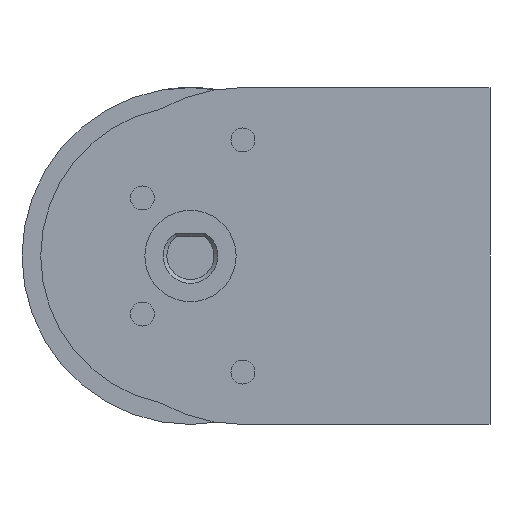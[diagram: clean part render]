
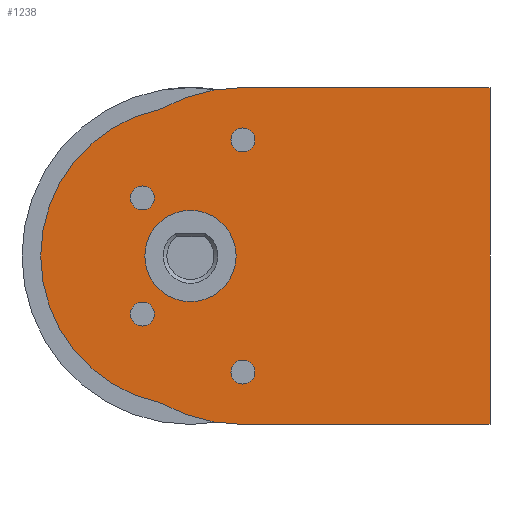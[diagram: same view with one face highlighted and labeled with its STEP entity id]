
A CAD part, front view. The second image highlights one B-rep face of the part: STEP entity #1238.
In plain terms, the highlighted planar face has unit normal (0, -1, 0).
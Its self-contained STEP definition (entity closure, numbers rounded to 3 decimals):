
#35=FACE_BOUND('',#284,.T.);
#36=FACE_BOUND('',#285,.T.);
#37=FACE_BOUND('',#286,.T.);
#38=FACE_BOUND('',#287,.T.);
#39=FACE_BOUND('',#288,.T.);
#97=CIRCLE('',#1349,1.6);
#98=CIRCLE('',#1351,1.6);
#99=CIRCLE('',#1353,1.6);
#100=CIRCLE('',#1355,1.6);
#101=CIRCLE('',#1357,6.1);
#104=CIRCLE('',#1361,22.5);
#106=CIRCLE('',#1366,22.5);
#108=CIRCLE('',#1369,20.);
#201=FACE_OUTER_BOUND('',#283,.T.);
#283=EDGE_LOOP('',(#1092,#1093,#1094,#1095,#1096,#1097));
#284=EDGE_LOOP('',(#1098));
#285=EDGE_LOOP('',(#1099));
#286=EDGE_LOOP('',(#1100));
#287=EDGE_LOOP('',(#1101));
#288=EDGE_LOOP('',(#1102));
#406=LINE('',#2437,#491);
#423=LINE('',#2514,#508);
#425=LINE('',#2519,#510);
#491=VECTOR('',#1554,10.);
#508=VECTOR('',#1643,10.);
#510=VECTOR('',#1647,10.);
#591=VERTEX_POINT('',#2434);
#592=VERTEX_POINT('',#2436);
#607=VERTEX_POINT('',#2482);
#608=VERTEX_POINT('',#2486);
#609=VERTEX_POINT('',#2490);
#610=VERTEX_POINT('',#2494);
#611=VERTEX_POINT('',#2498);
#615=VERTEX_POINT('',#2507);
#616=VERTEX_POINT('',#2509);
#618=VERTEX_POINT('',#2518);
#620=VERTEX_POINT('',#2524);
#741=EDGE_CURVE('',#591,#592,#406,.T.);
#762=EDGE_CURVE('',#607,#607,#97,.T.);
#764=EDGE_CURVE('',#608,#608,#98,.T.);
#766=EDGE_CURVE('',#609,#609,#99,.T.);
#768=EDGE_CURVE('',#610,#610,#100,.T.);
#770=EDGE_CURVE('',#611,#611,#101,.T.);
#775=EDGE_CURVE('',#616,#615,#104,.T.);
#778=EDGE_CURVE('',#616,#591,#423,.T.);
#780=EDGE_CURVE('',#618,#592,#425,.T.);
#783=EDGE_CURVE('',#620,#618,#106,.T.);
#786=EDGE_CURVE('',#615,#620,#108,.T.);
#1092=ORIENTED_EDGE('',*,*,#786,.T.);
#1093=ORIENTED_EDGE('',*,*,#783,.T.);
#1094=ORIENTED_EDGE('',*,*,#780,.T.);
#1095=ORIENTED_EDGE('',*,*,#741,.F.);
#1096=ORIENTED_EDGE('',*,*,#778,.F.);
#1097=ORIENTED_EDGE('',*,*,#775,.T.);
#1098=ORIENTED_EDGE('',*,*,#770,.T.);
#1099=ORIENTED_EDGE('',*,*,#768,.T.);
#1100=ORIENTED_EDGE('',*,*,#766,.T.);
#1101=ORIENTED_EDGE('',*,*,#764,.T.);
#1102=ORIENTED_EDGE('',*,*,#762,.T.);
#1170=PLANE('',#1370);
#1238=ADVANCED_FACE('',(#201,#35,#36,#37,#38,#39),#1170,.T.);
#1349=AXIS2_PLACEMENT_3D('',#2483,#1607,#1608);
#1351=AXIS2_PLACEMENT_3D('',#2487,#1612,#1613);
#1353=AXIS2_PLACEMENT_3D('',#2491,#1617,#1618);
#1355=AXIS2_PLACEMENT_3D('',#2495,#1622,#1623);
#1357=AXIS2_PLACEMENT_3D('',#2499,#1627,#1628);
#1361=AXIS2_PLACEMENT_3D('',#2510,#1637,#1638);
#1366=AXIS2_PLACEMENT_3D('',#2525,#1653,#1654);
#1369=AXIS2_PLACEMENT_3D('',#2529,#1660,#1661);
#1370=AXIS2_PLACEMENT_3D('',#2530,#1662,#1663);
#1554=DIRECTION('',(0.,0.,-1.));
#1607=DIRECTION('center_axis',(0.,1.,0.));
#1608=DIRECTION('ref_axis',(0.,0.,1.));
#1612=DIRECTION('center_axis',(0.,1.,0.));
#1613=DIRECTION('ref_axis',(0.,0.,1.));
#1617=DIRECTION('center_axis',(0.,1.,0.));
#1618=DIRECTION('ref_axis',(0.,0.,1.));
#1622=DIRECTION('center_axis',(0.,1.,0.));
#1623=DIRECTION('ref_axis',(0.,0.,1.));
#1627=DIRECTION('center_axis',(0.,1.,0.));
#1628=DIRECTION('ref_axis',(0.,0.,1.));
#1637=DIRECTION('center_axis',(0.,-1.,0.));
#1638=DIRECTION('ref_axis',(0.,0.,1.));
#1643=DIRECTION('',(1.,0.,0.));
#1647=DIRECTION('',(1.,0.,0.));
#1653=DIRECTION('center_axis',(0.,-1.,0.));
#1654=DIRECTION('ref_axis',(0.,0.,1.));
#1660=DIRECTION('center_axis',(0.,-1.,0.));
#1661=DIRECTION('ref_axis',(0.,0.,1.));
#1662=DIRECTION('center_axis',(0.,-1.,0.));
#1663=DIRECTION('ref_axis',(0.,0.,1.));
#2434=CARTESIAN_POINT('',(40.,-23.,22.5));
#2436=CARTESIAN_POINT('',(40.,-23.,-22.5));
#2437=CARTESIAN_POINT('',(40.,-23.,-22.5));
#2482=CARTESIAN_POINT('',(7.,-23.,-17.1));
#2483=CARTESIAN_POINT('Origin',(7.,-23.,-15.5));
#2486=CARTESIAN_POINT('',(-6.423,-23.,6.15));
#2487=CARTESIAN_POINT('Origin',(-6.423,-23.,7.75));
#2490=CARTESIAN_POINT('',(7.,-23.,13.9));
#2491=CARTESIAN_POINT('Origin',(7.,-23.,15.5));
#2494=CARTESIAN_POINT('',(-6.423,-23.,-9.35));
#2495=CARTESIAN_POINT('Origin',(-6.423,-23.,-7.75));
#2498=CARTESIAN_POINT('',(0.,-23.,-6.1));
#2499=CARTESIAN_POINT('Origin',(0.,-23.,0.));
#2507=CARTESIAN_POINT('',(-4.089,-23.,19.577));
#2509=CARTESIAN_POINT('',(7.,-23.,22.5));
#2510=CARTESIAN_POINT('Origin',(7.,-23.,0.));
#2514=CARTESIAN_POINT('',(30.,-23.,22.5));
#2518=CARTESIAN_POINT('',(7.,-23.,-22.5));
#2519=CARTESIAN_POINT('',(30.,-23.,-22.5));
#2524=CARTESIAN_POINT('',(-4.089,-23.,-19.577));
#2525=CARTESIAN_POINT('Origin',(7.,-23.,0.));
#2529=CARTESIAN_POINT('Origin',(0.,-23.,0.));
#2530=CARTESIAN_POINT('Origin',(4.75,-23.,0.));
